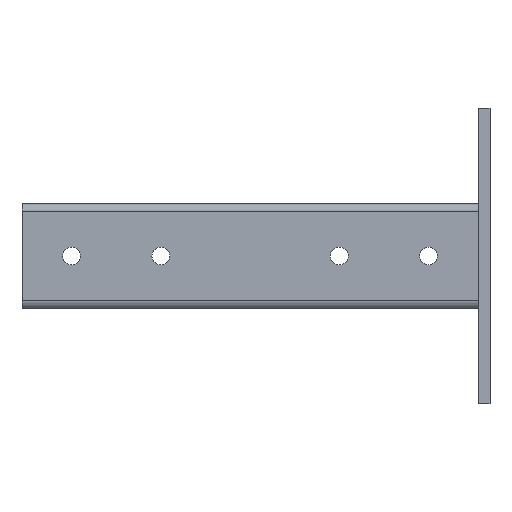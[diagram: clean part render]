
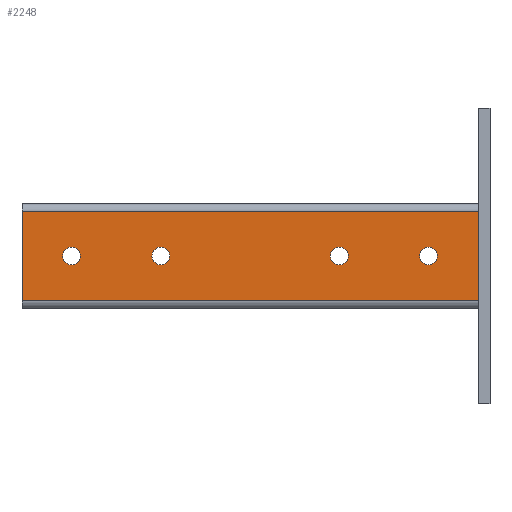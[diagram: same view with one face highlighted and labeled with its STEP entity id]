
A CAD part, left-side view. The second image highlights one B-rep face of the part: STEP entity #2248.
In plain terms, the highlighted planar face has unit normal (-1, 0, 0).
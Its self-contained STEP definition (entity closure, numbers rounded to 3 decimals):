
#30 = ORIENTED_EDGE ( 'NONE', *, *, #3679, .F. ) ;
#96 = FACE_OUTER_BOUND ( 'NONE', #100, .T. ) ;
#100 = EDGE_LOOP ( 'NONE', ( #1140, #3723, #1296, #2195 ) ) ;
#130 = CIRCLE ( 'NONE', #3813, 4.5 ) ;
#188 = LINE ( 'NONE', #642, #3709 ) ;
#189 = DIRECTION ( 'NONE',  ( 0., -1., 0. ) ) ;
#289 = CARTESIAN_POINT ( 'NONE',  ( -30., 230., -22.5 ) ) ;
#303 = EDGE_LOOP ( 'NONE', ( #3163, #3343 ) ) ;
#398 = CARTESIAN_POINT ( 'NONE',  ( -30., 230., -22.5 ) ) ;
#450 = DIRECTION ( 'NONE',  ( 0., 0., 1. ) ) ;
#468 = LINE ( 'NONE', #1986, #2824 ) ;
#496 = CARTESIAN_POINT ( 'NONE',  ( -30., 155.5, 0. ) ) ;
#529 = DIRECTION ( 'NONE',  ( -1., 0., 0. ) ) ;
#555 = CARTESIAN_POINT ( 'NONE',  ( -30., 29.5, 0. ) ) ;
#574 = EDGE_CURVE ( 'NONE', #3241, #970, #2475, .T. ) ;
#642 = CARTESIAN_POINT ( 'NONE',  ( -30., 0., -24.5 ) ) ;
#701 = FACE_BOUND ( 'NONE', #1192, .T. ) ;
#775 = CARTESIAN_POINT ( 'NONE',  ( -30., 74.5, 0. ) ) ;
#837 = DIRECTION ( 'NONE',  ( -1., 0., 0. ) ) ;
#846 = CARTESIAN_POINT ( 'NONE',  ( -30., 230., -24.5 ) ) ;
#936 = ORIENTED_EDGE ( 'NONE', *, *, #574, .F. ) ;
#960 = CIRCLE ( 'NONE', #2537, 4.5 ) ;
#966 = FACE_BOUND ( 'NONE', #1652, .T. ) ;
#970 = VERTEX_POINT ( 'NONE', #2677 ) ;
#987 = CARTESIAN_POINT ( 'NONE',  ( -30., 164.5, 0. ) ) ;
#1054 = CARTESIAN_POINT ( 'NONE',  ( -30., 209.5, 0. ) ) ;
#1058 = VECTOR ( 'NONE', #3172, 1000. ) ;
#1068 = VERTEX_POINT ( 'NONE', #496 ) ;
#1082 = EDGE_CURVE ( 'NONE', #1381, #4126, #2990, .T. ) ;
#1106 = DIRECTION ( 'NONE',  ( -1., 0., 0. ) ) ;
#1110 = DIRECTION ( 'NONE',  ( 0., 1., 0. ) ) ;
#1140 = ORIENTED_EDGE ( 'NONE', *, *, #4077, .T. ) ;
#1155 = ORIENTED_EDGE ( 'NONE', *, *, #3388, .F. ) ;
#1174 = EDGE_CURVE ( 'NONE', #2245, #2194, #130, .T. ) ;
#1192 = EDGE_LOOP ( 'NONE', ( #2112, #1291 ) ) ;
#1197 = VERTEX_POINT ( 'NONE', #3598 ) ;
#1254 = CARTESIAN_POINT ( 'NONE',  ( -30., 0., -22.5 ) ) ;
#1291 = ORIENTED_EDGE ( 'NONE', *, *, #1924, .F. ) ;
#1296 = ORIENTED_EDGE ( 'NONE', *, *, #1082, .F. ) ;
#1301 = AXIS2_PLACEMENT_3D ( 'NONE', #3016, #1106, #3337 ) ;
#1311 = EDGE_CURVE ( 'NONE', #1068, #1739, #1811, .T. ) ;
#1312 = AXIS2_PLACEMENT_3D ( 'NONE', #2377, #3018, #1110 ) ;
#1381 = VERTEX_POINT ( 'NONE', #398 ) ;
#1543 = CARTESIAN_POINT ( 'NONE',  ( -30., 160., 0. ) ) ;
#1580 = FACE_BOUND ( 'NONE', #3738, .T. ) ;
#1652 = EDGE_LOOP ( 'NONE', ( #1155, #936 ) ) ;
#1730 = DIRECTION ( 'NONE',  ( 0., -1., 0. ) ) ;
#1739 = VERTEX_POINT ( 'NONE', #987 ) ;
#1751 = DIRECTION ( 'NONE',  ( -1., 0., 0. ) ) ;
#1760 = CARTESIAN_POINT ( 'NONE',  ( -30., 160., 0. ) ) ;
#1811 = CIRCLE ( 'NONE', #1857, 4.5 ) ;
#1857 = AXIS2_PLACEMENT_3D ( 'NONE', #1543, #837, #2936 ) ;
#1899 = VERTEX_POINT ( 'NONE', #1254 ) ;
#1901 = DIRECTION ( 'NONE',  ( 0., -1., 0. ) ) ;
#1908 = EDGE_CURVE ( 'NONE', #1381, #1899, #2756, .T. ) ;
#1910 = DIRECTION ( 'NONE',  ( -1., 0., 0. ) ) ;
#1924 = EDGE_CURVE ( 'NONE', #2194, #2245, #960, .T. ) ;
#1955 = EDGE_CURVE ( 'NONE', #1739, #1068, #3411, .T. ) ;
#1986 = CARTESIAN_POINT ( 'NONE',  ( -30., 230., 22.5 ) ) ;
#2004 = DIRECTION ( 'NONE',  ( 0., -1., 0. ) ) ;
#2057 = AXIS2_PLACEMENT_3D ( 'NONE', #3454, #3437, #3422 ) ;
#2112 = ORIENTED_EDGE ( 'NONE', *, *, #1174, .F. ) ;
#2125 = DIRECTION ( 'NONE',  ( -1., 0., 0. ) ) ;
#2157 = VECTOR ( 'NONE', #450, 1000. ) ;
#2194 = VERTEX_POINT ( 'NONE', #1054 ) ;
#2195 = ORIENTED_EDGE ( 'NONE', *, *, #1908, .T. ) ;
#2230 = CARTESIAN_POINT ( 'NONE',  ( -30., 65.5, 0. ) ) ;
#2245 = VERTEX_POINT ( 'NONE', #3965 ) ;
#2248 = ADVANCED_FACE ( 'NONE', ( #701, #2409, #1580, #966, #96 ), #2688, .F. ) ;
#2282 = CIRCLE ( 'NONE', #1301, 4.5 ) ;
#2304 = DIRECTION ( 'NONE',  ( 0., -1., 0. ) ) ;
#2377 = CARTESIAN_POINT ( 'NONE',  ( -30., 230., -24.5 ) ) ;
#2409 = FACE_BOUND ( 'NONE', #303, .T. ) ;
#2475 = CIRCLE ( 'NONE', #2057, 4.5 ) ;
#2537 = AXIS2_PLACEMENT_3D ( 'NONE', #3560, #3609, #1901 ) ;
#2569 = CIRCLE ( 'NONE', #4001, 4.5 ) ;
#2677 = CARTESIAN_POINT ( 'NONE',  ( -30., 20.5, 0. ) ) ;
#2688 = PLANE ( 'NONE',  #1312 ) ;
#2756 = LINE ( 'NONE', #289, #1058 ) ;
#2824 = VECTOR ( 'NONE', #2304, 1000. ) ;
#2835 = ORIENTED_EDGE ( 'NONE', *, *, #3009, .F. ) ;
#2936 = DIRECTION ( 'NONE',  ( 0., -1., 0. ) ) ;
#2990 = LINE ( 'NONE', #846, #2157 ) ;
#3009 = EDGE_CURVE ( 'NONE', #3108, #3421, #2282, .T. ) ;
#3016 = CARTESIAN_POINT ( 'NONE',  ( -30., 70., 0. ) ) ;
#3018 = DIRECTION ( 'NONE',  ( 1., 0., 0. ) ) ;
#3108 = VERTEX_POINT ( 'NONE', #775 ) ;
#3163 = ORIENTED_EDGE ( 'NONE', *, *, #1311, .F. ) ;
#3172 = DIRECTION ( 'NONE',  ( 0., -1., 0. ) ) ;
#3241 = VERTEX_POINT ( 'NONE', #555 ) ;
#3337 = DIRECTION ( 'NONE',  ( 0., -1., 0. ) ) ;
#3343 = ORIENTED_EDGE ( 'NONE', *, *, #1955, .F. ) ;
#3388 = EDGE_CURVE ( 'NONE', #970, #3241, #2569, .T. ) ;
#3411 = CIRCLE ( 'NONE', #3600, 4.5 ) ;
#3421 = VERTEX_POINT ( 'NONE', #2230 ) ;
#3422 = DIRECTION ( 'NONE',  ( 0., -1., 0. ) ) ;
#3437 = DIRECTION ( 'NONE',  ( -1., 0., 0. ) ) ;
#3454 = CARTESIAN_POINT ( 'NONE',  ( -30., 25., 0. ) ) ;
#3517 = EDGE_CURVE ( 'NONE', #4126, #1197, #468, .T. ) ;
#3550 = CARTESIAN_POINT ( 'NONE',  ( -30., 230., 22.5 ) ) ;
#3560 = CARTESIAN_POINT ( 'NONE',  ( -30., 205., 0. ) ) ;
#3598 = CARTESIAN_POINT ( 'NONE',  ( -30., 0., 22.5 ) ) ;
#3600 = AXIS2_PLACEMENT_3D ( 'NONE', #1760, #1751, #1730 ) ;
#3609 = DIRECTION ( 'NONE',  ( -1., 0., 0. ) ) ;
#3679 = EDGE_CURVE ( 'NONE', #3421, #3108, #4020, .T. ) ;
#3709 = VECTOR ( 'NONE', #3827, 1000. ) ;
#3723 = ORIENTED_EDGE ( 'NONE', *, *, #3517, .F. ) ;
#3738 = EDGE_LOOP ( 'NONE', ( #30, #2835 ) ) ;
#3803 = CARTESIAN_POINT ( 'NONE',  ( -30., 25., 0. ) ) ;
#3813 = AXIS2_PLACEMENT_3D ( 'NONE', #4036, #529, #2004 ) ;
#3827 = DIRECTION ( 'NONE',  ( 0., 0., 1. ) ) ;
#3965 = CARTESIAN_POINT ( 'NONE',  ( -30., 200.5, 0. ) ) ;
#4001 = AXIS2_PLACEMENT_3D ( 'NONE', #3803, #1910, #4136 ) ;
#4020 = CIRCLE ( 'NONE', #4141, 4.5 ) ;
#4027 = CARTESIAN_POINT ( 'NONE',  ( -30., 70., 0. ) ) ;
#4036 = CARTESIAN_POINT ( 'NONE',  ( -30., 205., 0. ) ) ;
#4077 = EDGE_CURVE ( 'NONE', #1899, #1197, #188, .T. ) ;
#4126 = VERTEX_POINT ( 'NONE', #3550 ) ;
#4136 = DIRECTION ( 'NONE',  ( 0., -1., 0. ) ) ;
#4141 = AXIS2_PLACEMENT_3D ( 'NONE', #4027, #2125, #189 ) ;
